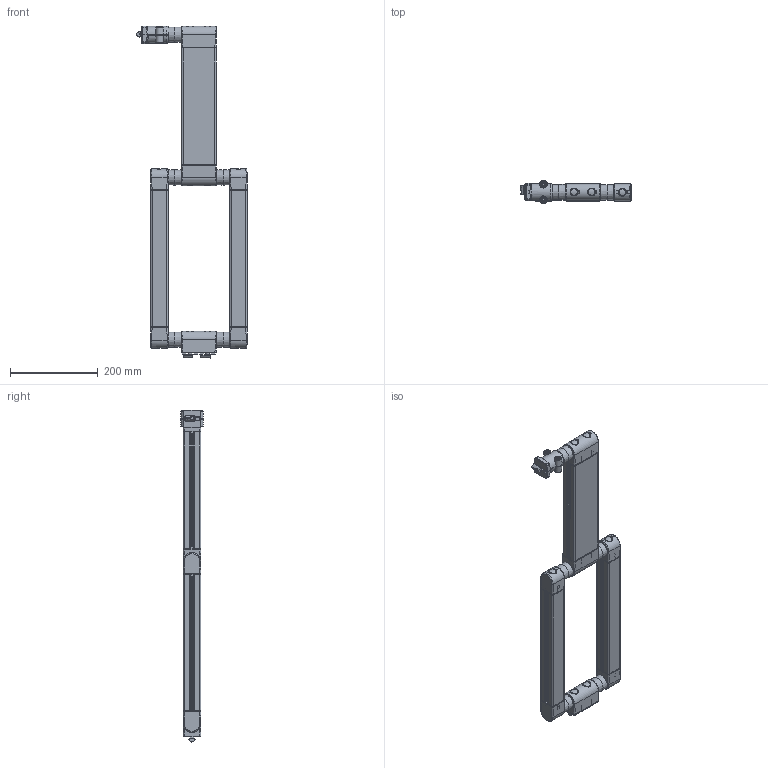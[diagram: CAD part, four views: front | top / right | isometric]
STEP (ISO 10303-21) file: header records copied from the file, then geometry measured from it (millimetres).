
FILE_DESCRIPTION(('STEP AP203'),'1');
FILE_NAME('ERGO08E2321.stp','2025-04-15T14:33:05',(' '),(' '),'Spatial InterOp 3D',' ',' ');
FILE_SCHEMA(('CONFIG_CONTROL_DESIGN'));
Length unit declared in the file: millimetre
Products named in the file (30): Kit de fixation; Vis BHC - M8x25; Écrou 8 St M8; Articulation à friction simple perpendiculaire section double; Capot 8-40; Vis CHC - M6x25; Ecrou hexagonal M6; Corps 1L40; Vis CHC - M8x50; Cache vis; arbre de friction; Corps 2Z40; Bras articulé double 8 695 lourd; Profilé 8 80x40 4N180 E; Profilé 8 40x40 2N180 E; Articulation à friction double; Corps 2Y40; Corps 1Z40; Vis BHC - M8x45
Assembly tree (69 placements, depth 5):
  Bras articulé double 8 695 lourd
    Articulation à friction simple perpendiculaire section double
      Articulation à friction simple perpendiculaire section double
        Kit de fixation
          Vis BHC - M8x25
          Écrou 8 St M8
        Capot 8-40
        Vis CHC - M6x25  x2
        Ecrou hexagonal M6  x2
        Corps 1L40
          Corps 1L40
          Corps 1L40
      Articulation à friction simple perpendiculaire section double
        Vis CHC - M8x50  x2
        Capot 8-40  x2
        Cache vis  x2
        arbre de friction
        Corps 2Z40
    Profilé 8 80x40 4N180 E
    Profilé 8 40x40 2N180 E
    Profilé 8 40x40 2N180 E
    Articulation à friction double
      Articulation à friction double
        Capot 8-40  x2
        Cache vis  x2
        Vis CHC - M8x50  x2
        Corps 2Y40
      Articulation à friction double
        Cache vis  x2
        Vis CHC - M8x50  x2
        Capot 8-40  x3
        Corps 1Z40  x2
        arbre de friction  x2
    Articulation à friction double
      Articulation à friction double
        Kit de fixation  x2
          Vis BHC - M8x45
          Écrou 8 St M8
        Capot 8-40  x2
        Cache vis  x2
        Corps 2Y40
      Articulation à friction double
        Cache vis  x2
        Vis CHC - M8x50  x2
        Capot 8-40  x3
        Corps 1Z40  x2
        arbre de friction  x2
Bounding box: 251.34 x 51.88 x 756.56 mm (x, y, z)
Volume: 2290403.1 mm3; surface area: 568758.6 mm2
Topology: 58 solids, 58 shells, 3305 faces, 8631 edges, 5665 vertices
Faces by surface type: plane 1639, cylinder 1198, cone 265, torus 200, sphere 3
Full cylindrical faces by diameter (mm): 4 x3, 5 x2, 6 x4, 6.463 x2, 6.78 x4, 6.8 x15, 8 x22, 8.4 x10, 10 x12, 13 x18, 15.3 x10, 17.87 x10, 28 x9
Entity records: 52865 total; most frequent: CARTESIAN_POINT 13229, DIRECTION 6579, ORIENTED_EDGE 6540, EDGE_CURVE 3270, AXIS2_PLACEMENT_3D 2405, VERTEX_POINT 2225, LINE 1769, VECTOR 1769
